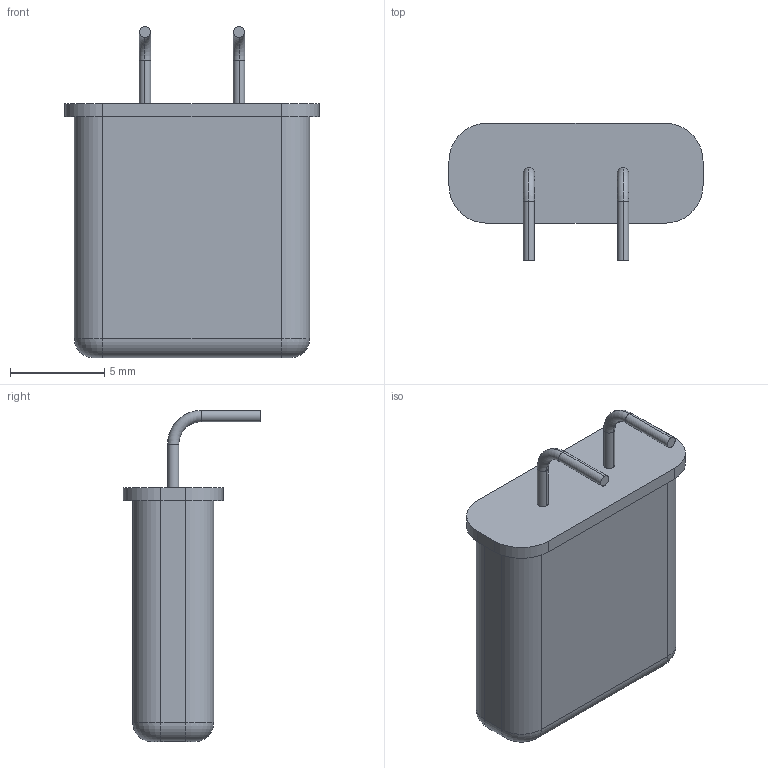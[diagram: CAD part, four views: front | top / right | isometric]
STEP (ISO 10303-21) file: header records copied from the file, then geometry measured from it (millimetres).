
FILE_DESCRIPTION (( 'STEP AP214' ), '1' );
FILE_NAME ('HC-49U.STEP', '2013-04-02T12:09:12', ( 'Tester2' ), ( '' ), 'SwSTEP 2.0', 'SolidWorks 2012', '' );
FILE_SCHEMA (( 'AUTOMOTIVE_DESIGN' ));
Length unit declared in the file: millimetre
Products named in the file (1): HC-49U
Bounding box: 13.5 x 7.3 x 17.6 mm (x, y, z)
Volume: 709 mm3; surface area: 572.9 mm2
Topology: 1 solids, 1 shells, 41 faces, 92 edges, 56 vertices
Faces by surface type: cylinder 20, plane 13, torus 8
Entity records: 1180 total; most frequent: DIRECTION 224, CARTESIAN_POINT 190, ORIENTED_EDGE 184, EDGE_CURVE 92, AXIS2_PLACEMENT_3D 90, VERTEX_POINT 56, CIRCLE 48, LINE 44
